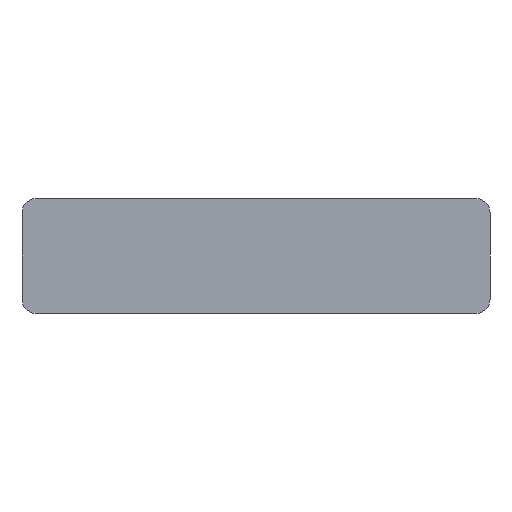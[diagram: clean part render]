
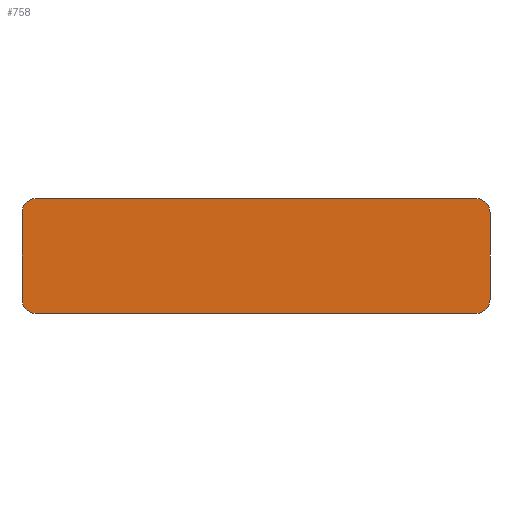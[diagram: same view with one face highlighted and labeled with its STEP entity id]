
A CAD part, front view. The second image highlights one B-rep face of the part: STEP entity #758.
In plain terms, the highlighted planar face has unit normal (0, -1, 0).
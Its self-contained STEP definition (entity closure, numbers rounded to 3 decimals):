
#125 = EDGE_CURVE ( 'NONE', #2293, #2169, #1822, .T. ) ;
#145 = EDGE_CURVE ( 'NONE', #2607, #2293, #479, .T. ) ;
#150 = AXIS2_PLACEMENT_3D ( 'NONE', #2659, #658, #444 ) ;
#152 = ORIENTED_EDGE ( 'NONE', *, *, #125, .T. ) ;
#192 = VECTOR ( 'NONE', #1851, 1000. ) ;
#198 = CARTESIAN_POINT ( 'NONE',  ( -30.5, 5.869, -6. ) ) ;
#248 = EDGE_LOOP ( 'NONE', ( #1520, #2696, #2826, #1218, #2337, #2306, #1035, #152 ) ) ;
#257 = CARTESIAN_POINT ( 'NONE',  ( 30.5, 5.869, -6. ) ) ;
#266 = DIRECTION ( 'NONE',  ( 0., 0., 1. ) ) ;
#278 = CARTESIAN_POINT ( 'NONE',  ( -32.5, 5.869, 6. ) ) ;
#287 = DIRECTION ( 'NONE',  ( 1., 0., 0. ) ) ;
#354 = FACE_OUTER_BOUND ( 'NONE', #248, .T. ) ;
#393 = EDGE_CURVE ( 'NONE', #2753, #2607, #2726, .T. ) ;
#444 = DIRECTION ( 'NONE',  ( 1., 0., 0. ) ) ;
#479 = LINE ( 'NONE', #2240, #521 ) ;
#516 = VECTOR ( 'NONE', #266, 1000. ) ;
#521 = VECTOR ( 'NONE', #287, 1000. ) ;
#539 = CARTESIAN_POINT ( 'NONE',  ( -32.5, 5.869, 8. ) ) ;
#546 = EDGE_CURVE ( 'NONE', #1316, #1801, #1393, .T. ) ;
#607 = EDGE_CURVE ( 'NONE', #2169, #1316, #2460, .T. ) ;
#613 = VERTEX_POINT ( 'NONE', #278 ) ;
#642 = VERTEX_POINT ( 'NONE', #1174 ) ;
#658 = DIRECTION ( 'NONE',  ( 0., -1., 0. ) ) ;
#730 = DIRECTION ( 'NONE',  ( 0., -1., 0. ) ) ;
#735 = AXIS2_PLACEMENT_3D ( 'NONE', #1233, #768, #1662 ) ;
#744 = AXIS2_PLACEMENT_3D ( 'NONE', #1381, #947, #1838 ) ;
#758 = ADVANCED_FACE ( 'NONE', ( #354 ), #2743, .T. ) ;
#768 = DIRECTION ( 'NONE',  ( 0., -1., 0. ) ) ;
#947 = DIRECTION ( 'NONE',  ( 0., -1., 0. ) ) ;
#1015 = LINE ( 'NONE', #539, #192 ) ;
#1035 = ORIENTED_EDGE ( 'NONE', *, *, #145, .T. ) ;
#1067 = CIRCLE ( 'NONE', #744, 2. ) ;
#1174 = CARTESIAN_POINT ( 'NONE',  ( -30.5, 5.869, 8. ) ) ;
#1218 = ORIENTED_EDGE ( 'NONE', *, *, #1883, .T. ) ;
#1233 = CARTESIAN_POINT ( 'NONE',  ( 0., 5.869, 0. ) ) ;
#1316 = VERTEX_POINT ( 'NONE', #2006 ) ;
#1380 = LINE ( 'NONE', #1408, #1807 ) ;
#1381 = CARTESIAN_POINT ( 'NONE',  ( -30.5, 5.869, 6. ) ) ;
#1393 = CIRCLE ( 'NONE', #150, 2. ) ;
#1408 = CARTESIAN_POINT ( 'NONE',  ( 32.5, 5.869, 8. ) ) ;
#1495 = AXIS2_PLACEMENT_3D ( 'NONE', #198, #2181, #2556 ) ;
#1520 = ORIENTED_EDGE ( 'NONE', *, *, #607, .T. ) ;
#1662 = DIRECTION ( 'NONE',  ( 1., 0., 0. ) ) ;
#1801 = VERTEX_POINT ( 'NONE', #1810 ) ;
#1807 = VECTOR ( 'NONE', #2041, 1000. ) ;
#1810 = CARTESIAN_POINT ( 'NONE',  ( 30.5, 5.869, 8. ) ) ;
#1822 = CIRCLE ( 'NONE', #2820, 2. ) ;
#1838 = DIRECTION ( 'NONE',  ( 1., 0., 0. ) ) ;
#1851 = DIRECTION ( 'NONE',  ( 0., 0., -1. ) ) ;
#1883 = EDGE_CURVE ( 'NONE', #642, #613, #1067, .T. ) ;
#1984 = EDGE_CURVE ( 'NONE', #613, #2753, #1015, .T. ) ;
#2006 = CARTESIAN_POINT ( 'NONE',  ( 32.5, 5.869, 6. ) ) ;
#2027 = CARTESIAN_POINT ( 'NONE',  ( 32.5, 5.869, -8. ) ) ;
#2041 = DIRECTION ( 'NONE',  ( -1., 0., 0. ) ) ;
#2169 = VERTEX_POINT ( 'NONE', #2192 ) ;
#2181 = DIRECTION ( 'NONE',  ( 0., -1., 0. ) ) ;
#2192 = CARTESIAN_POINT ( 'NONE',  ( 32.5, 5.869, -6. ) ) ;
#2235 = CARTESIAN_POINT ( 'NONE',  ( 30.5, 5.869, -8. ) ) ;
#2237 = CARTESIAN_POINT ( 'NONE',  ( -30.5, 5.869, -8. ) ) ;
#2240 = CARTESIAN_POINT ( 'NONE',  ( -32.5, 5.869, -8. ) ) ;
#2293 = VERTEX_POINT ( 'NONE', #2235 ) ;
#2306 = ORIENTED_EDGE ( 'NONE', *, *, #393, .T. ) ;
#2337 = ORIENTED_EDGE ( 'NONE', *, *, #1984, .T. ) ;
#2460 = LINE ( 'NONE', #2027, #516 ) ;
#2463 = DIRECTION ( 'NONE',  ( 1., 0., 0. ) ) ;
#2556 = DIRECTION ( 'NONE',  ( 1., 0., 0. ) ) ;
#2578 = CARTESIAN_POINT ( 'NONE',  ( -32.5, 5.869, -6. ) ) ;
#2598 = EDGE_CURVE ( 'NONE', #1801, #642, #1380, .T. ) ;
#2607 = VERTEX_POINT ( 'NONE', #2237 ) ;
#2659 = CARTESIAN_POINT ( 'NONE',  ( 30.5, 5.869, 6. ) ) ;
#2696 = ORIENTED_EDGE ( 'NONE', *, *, #546, .T. ) ;
#2726 = CIRCLE ( 'NONE', #1495, 2. ) ;
#2743 = PLANE ( 'NONE',  #735 ) ;
#2753 = VERTEX_POINT ( 'NONE', #2578 ) ;
#2820 = AXIS2_PLACEMENT_3D ( 'NONE', #257, #730, #2463 ) ;
#2826 = ORIENTED_EDGE ( 'NONE', *, *, #2598, .T. ) ;
